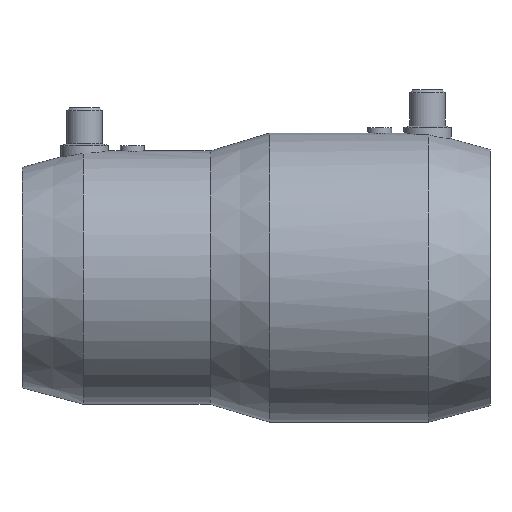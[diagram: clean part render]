
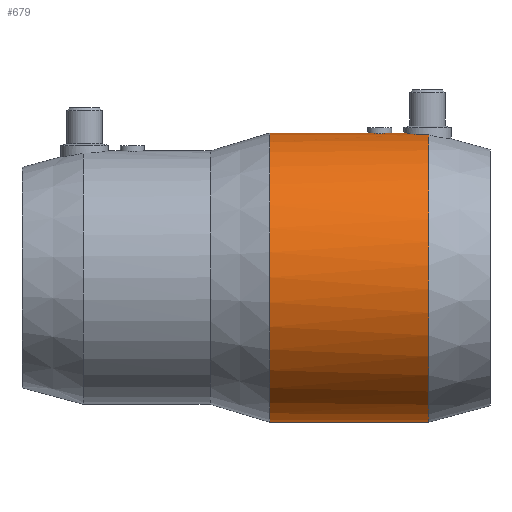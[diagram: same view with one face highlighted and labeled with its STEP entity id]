
A CAD part, top view. The second image highlights one B-rep face of the part: STEP entity #679.
In plain terms, the highlighted cylindrical face has radius 48.5 mm (diameter 97 mm), a partial arc.
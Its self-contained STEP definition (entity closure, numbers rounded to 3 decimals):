
#337 = EDGE_CURVE( '', #423, #513, #948, .T. );
#421 = VERTEX_POINT( '', #1043 );
#423 = VERTEX_POINT( '', #1045 );
#463 = EDGE_CURVE( '', #421, #513, #1088, .T. );
#513 = VERTEX_POINT( '', #1146 );
#519 = EDGE_CURVE( '', #583, #849, #1152, .T. );
#583 = VERTEX_POINT( '', #1221 );
#679 = ADVANCED_FACE( '', ( #1325 ), #1326, .T. );
#705 = EDGE_CURVE( '', #835, #423, #1359, .T. );
#819 = EDGE_CURVE( '', #421, #583, #1490, .T. );
#827 = EDGE_CURVE( '', #849, #855, #1498, .T. );
#835 = VERTEX_POINT( '', #1507 );
#849 = VERTEX_POINT( '', #1525 );
#855 = VERTEX_POINT( '', #1533 );
#885 = EDGE_CURVE( '', #855, #835, #1569, .T. );
#948 = LINE( '', #1632, #1633 );
#1043 = CARTESIAN_POINT( '', ( -3.908, -48.5, 0. ) );
#1045 = CARTESIAN_POINT( '', ( 29., 48.5, 0. ) );
#1088 = CIRCLE( '', #1976, 48.5 );
#1146 = CARTESIAN_POINT( '', ( -3.908, 48.5, 0. ) );
#1152 = CIRCLE( '', #2056, 48.5 );
#1221 = CARTESIAN_POINT( '', ( 49.474, -48.5, 0. ) );
#1325 = FACE_OUTER_BOUND( '', #2344, .T. );
#1326 = CYLINDRICAL_SURFACE( '', #2345, 48.5 );
#1359 = B_SPLINE_CURVE_WITH_KNOTS( '', 3, ( #2417, #2418, #2419, #2420, #2421, #2422, #2423, #2424, #2425, #2426, #2427, #2428, #2429, #2430, #2431, #2432, #2433, #2434, #2435, #2436, #2437, #2438, #2439, #2440, #2441, #2442, #2443, #2444, #2445, #2446, #2447, #2448, #2449, #2450 ), .UNSPECIFIED., .F., .F., ( 4, 2, 2, 2, 2, 2, 2, 2, 2, 2, 2, 2, 2, 2, 2, 2, 4 ), ( 6.03, 6.784, 7.537, 8.291, 9.045, 9.799, 10.552, 11.306, 12.06, 12.814, 13.567, 14.321, 15.075, 15.829, 16.582, 17.336, 18.09 ), .UNSPECIFIED. );
#1490 = LINE( '', #2667, #2668 );
#1498 = B_SPLINE_CURVE_WITH_KNOTS( '', 3, ( #2678, #2679, #2680, #2681, #2682, #2683, #2684, #2685, #2686, #2687, #2688, #2689, #2690, #2691, #2692, #2693, #2694, #2695, #2696, #2697, #2698, #2699, #2700, #2701, #2702, #2703, #2704, #2705, #2706, #2707, #2708, #2709, #2710, #2711, #2712, #2713, #2714, #2715, #2716 ), .UNSPECIFIED., .F., .F., ( 4, 3, 2, 2, 2, 2, 2, 2, 2, 2, 2, 2, 2, 2, 2, 2, 2, 2, 4 ), ( -0.469, 0., 1.51, 3.019, 4.529, 6.039, 7.549, 9.058, 10.568, 12.078, 13.587, 15.097, 16.607, 18.117, 19.626, 21.136, 22.646, 24.155, 24.625 ), .UNSPECIFIED. );
#1507 = CARTESIAN_POINT( '', ( 37., 48.5, 0. ) );
#1525 = CARTESIAN_POINT( '', ( 49.474, 47.838, 7.986 ) );
#1533 = CARTESIAN_POINT( '', ( 41., 48.5, 0. ) );
#1569 = LINE( '', #2839, #2840 );
#1632 = CARTESIAN_POINT( '', ( 22.783, 48.5, 0. ) );
#1633 = VECTOR( '', #2915, 1. );
#1976 = AXIS2_PLACEMENT_3D( '', #3080, #3081, #3082 );
#2056 = AXIS2_PLACEMENT_3D( '', #3167, #3168, #3169 );
#2344 = EDGE_LOOP( '', ( #3351, #3352, #3353, #3354, #3355, #3356, #3357 ) );
#2345 = AXIS2_PLACEMENT_3D( '', #3358, #3359, #3360 );
#2417 = CARTESIAN_POINT( '', ( 37., 48.5, 0. ) );
#2418 = CARTESIAN_POINT( '', ( 37., 48.5, 0.251 ) );
#2419 = CARTESIAN_POINT( '', ( 36.976, 48.498, 0.511 ) );
#2420 = CARTESIAN_POINT( '', ( 36.875, 48.49, 1.028 ) );
#2421 = CARTESIAN_POINT( '', ( 36.797, 48.484, 1.285 ) );
#2422 = CARTESIAN_POINT( '', ( 36.593, 48.468, 1.777 ) );
#2423 = CARTESIAN_POINT( '', ( 36.466, 48.459, 2.014 ) );
#2424 = CARTESIAN_POINT( '', ( 36.173, 48.439, 2.45 ) );
#2425 = CARTESIAN_POINT( '', ( 36.006, 48.428, 2.651 ) );
#2426 = CARTESIAN_POINT( '', ( 35.651, 48.407, 3.006 ) );
#2427 = CARTESIAN_POINT( '', ( 35.45, 48.396, 3.173 ) );
#2428 = CARTESIAN_POINT( '', ( 35.014, 48.376, 3.466 ) );
#2429 = CARTESIAN_POINT( '', ( 34.777, 48.367, 3.593 ) );
#2430 = CARTESIAN_POINT( '', ( 34.285, 48.351, 3.797 ) );
#2431 = CARTESIAN_POINT( '', ( 34.028, 48.345, 3.875 ) );
#2432 = CARTESIAN_POINT( '', ( 33.511, 48.337, 3.976 ) );
#2433 = CARTESIAN_POINT( '', ( 33.251, 48.335, 4. ) );
#2434 = CARTESIAN_POINT( '', ( 32.749, 48.335, 4. ) );
#2435 = CARTESIAN_POINT( '', ( 32.489, 48.337, 3.976 ) );
#2436 = CARTESIAN_POINT( '', ( 31.972, 48.345, 3.875 ) );
#2437 = CARTESIAN_POINT( '', ( 31.715, 48.351, 3.797 ) );
#2438 = CARTESIAN_POINT( '', ( 31.223, 48.367, 3.593 ) );
#2439 = CARTESIAN_POINT( '', ( 30.986, 48.376, 3.466 ) );
#2440 = CARTESIAN_POINT( '', ( 30.55, 48.396, 3.173 ) );
#2441 = CARTESIAN_POINT( '', ( 30.349, 48.407, 3.006 ) );
#2442 = CARTESIAN_POINT( '', ( 29.994, 48.428, 2.651 ) );
#2443 = CARTESIAN_POINT( '', ( 29.827, 48.439, 2.45 ) );
#2444 = CARTESIAN_POINT( '', ( 29.534, 48.459, 2.014 ) );
#2445 = CARTESIAN_POINT( '', ( 29.407, 48.468, 1.777 ) );
#2446 = CARTESIAN_POINT( '', ( 29.203, 48.484, 1.285 ) );
#2447 = CARTESIAN_POINT( '', ( 29.125, 48.49, 1.028 ) );
#2448 = CARTESIAN_POINT( '', ( 29.024, 48.498, 0.511 ) );
#2449 = CARTESIAN_POINT( '', ( 29., 48.5, 0.251 ) );
#2450 = CARTESIAN_POINT( '', ( 29., 48.5, 0. ) );
#2667 = CARTESIAN_POINT( '', ( 22.783, -48.5, 0. ) );
#2668 = VECTOR( '', #3588, 1. );
#2678 = CARTESIAN_POINT( '', ( 49.474, 47.838, 7.986 ) );
#2679 = CARTESIAN_POINT( '', ( 49.315, 47.836, 7.995 ) );
#2680 = CARTESIAN_POINT( '', ( 49.156, 47.836, 8. ) );
#2681 = CARTESIAN_POINT( '', ( 49., 47.836, 8. ) );
#2682 = CARTESIAN_POINT( '', ( 48.497, 47.836, 8. ) );
#2683 = CARTESIAN_POINT( '', ( 47.977, 47.844, 7.952 ) );
#2684 = CARTESIAN_POINT( '', ( 46.943, 47.877, 7.749 ) );
#2685 = CARTESIAN_POINT( '', ( 46.429, 47.902, 7.594 ) );
#2686 = CARTESIAN_POINT( '', ( 45.443, 47.965, 7.186 ) );
#2687 = CARTESIAN_POINT( '', ( 44.971, 48.003, 6.932 ) );
#2688 = CARTESIAN_POINT( '', ( 44.098, 48.084, 6.344 ) );
#2689 = CARTESIAN_POINT( '', ( 43.698, 48.127, 6.011 ) );
#2690 = CARTESIAN_POINT( '', ( 42.989, 48.211, 5.302 ) );
#2691 = CARTESIAN_POINT( '', ( 42.656, 48.254, 4.902 ) );
#2692 = CARTESIAN_POINT( '', ( 42.068, 48.334, 4.029 ) );
#2693 = CARTESIAN_POINT( '', ( 41.814, 48.372, 3.557 ) );
#2694 = CARTESIAN_POINT( '', ( 41.406, 48.434, 2.571 ) );
#2695 = CARTESIAN_POINT( '', ( 41.251, 48.459, 2.057 ) );
#2696 = CARTESIAN_POINT( '', ( 41.048, 48.492, 1.023 ) );
#2697 = CARTESIAN_POINT( '', ( 41., 48.5, 0.503 ) );
#2698 = CARTESIAN_POINT( '', ( 41., 48.5, -0.503 ) );
#2699 = CARTESIAN_POINT( '', ( 41.048, 48.492, -1.023 ) );
#2700 = CARTESIAN_POINT( '', ( 41.251, 48.459, -2.057 ) );
#2701 = CARTESIAN_POINT( '', ( 41.406, 48.434, -2.571 ) );
#2702 = CARTESIAN_POINT( '', ( 41.814, 48.372, -3.557 ) );
#2703 = CARTESIAN_POINT( '', ( 42.068, 48.334, -4.029 ) );
#2704 = CARTESIAN_POINT( '', ( 42.656, 48.254, -4.902 ) );
#2705 = CARTESIAN_POINT( '', ( 42.989, 48.211, -5.302 ) );
#2706 = CARTESIAN_POINT( '', ( 43.698, 48.127, -6.011 ) );
#2707 = CARTESIAN_POINT( '', ( 44.098, 48.084, -6.344 ) );
#2708 = CARTESIAN_POINT( '', ( 44.971, 48.003, -6.932 ) );
#2709 = CARTESIAN_POINT( '', ( 45.443, 47.965, -7.186 ) );
#2710 = CARTESIAN_POINT( '', ( 46.429, 47.902, -7.594 ) );
#2711 = CARTESIAN_POINT( '', ( 46.943, 47.877, -7.749 ) );
#2712 = CARTESIAN_POINT( '', ( 47.977, 47.844, -7.952 ) );
#2713 = CARTESIAN_POINT( '', ( 48.497, 47.836, -8. ) );
#2714 = CARTESIAN_POINT( '', ( 49.156, 47.836, -8. ) );
#2715 = CARTESIAN_POINT( '', ( 49.315, 47.836, -7.995 ) );
#2716 = CARTESIAN_POINT( '', ( 49.474, 47.838, -7.986 ) );
#2839 = CARTESIAN_POINT( '', ( 22.783, 48.5, 0. ) );
#2840 = VECTOR( '', #3696, 1. );
#2915 = DIRECTION( '', ( -1., 0., 0. ) );
#3080 = CARTESIAN_POINT( '', ( -3.908, 0., 0. ) );
#3081 = DIRECTION( '', ( -1., 0., 0. ) );
#3082 = DIRECTION( '', ( 0., 1., 0. ) );
#3167 = CARTESIAN_POINT( '', ( 49.474, 0., 0. ) );
#3168 = DIRECTION( '', ( -1., 0., 0. ) );
#3169 = DIRECTION( '', ( 0., 1., 0. ) );
#3351 = ORIENTED_EDGE( '', *, *, #885, .T. );
#3352 = ORIENTED_EDGE( '', *, *, #705, .T. );
#3353 = ORIENTED_EDGE( '', *, *, #337, .T. );
#3354 = ORIENTED_EDGE( '', *, *, #463, .F. );
#3355 = ORIENTED_EDGE( '', *, *, #819, .T. );
#3356 = ORIENTED_EDGE( '', *, *, #519, .T. );
#3357 = ORIENTED_EDGE( '', *, *, #827, .T. );
#3358 = CARTESIAN_POINT( '', ( 22.783, 0., 0. ) );
#3359 = DIRECTION( '', ( 1., 0., 0. ) );
#3360 = DIRECTION( '', ( 0., 1., 0. ) );
#3588 = DIRECTION( '', ( 1., 0., 0. ) );
#3696 = DIRECTION( '', ( -1., 0., 0. ) );
